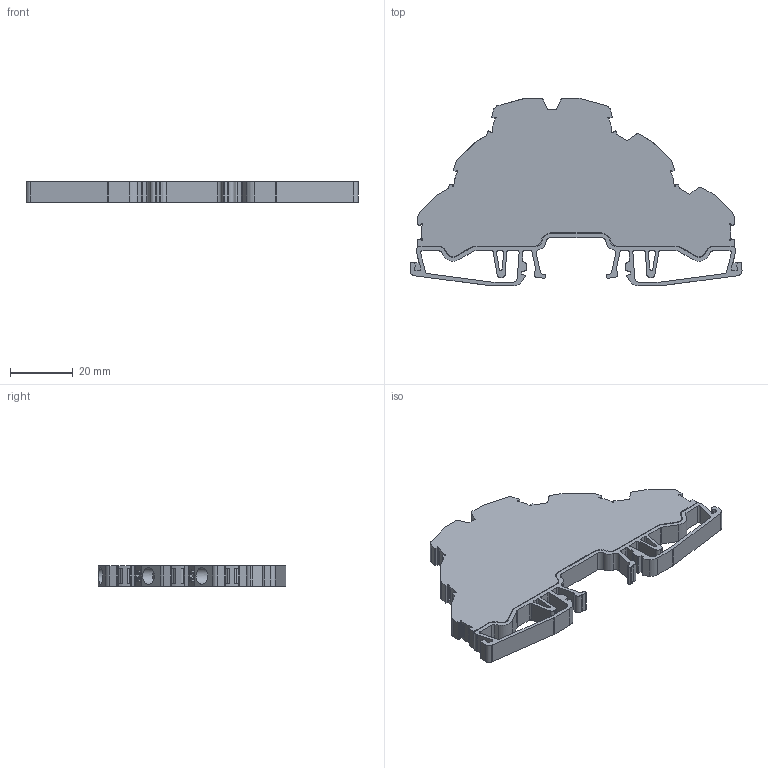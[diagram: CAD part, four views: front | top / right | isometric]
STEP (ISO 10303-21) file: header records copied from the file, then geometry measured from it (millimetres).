
FILE_DESCRIPTION (( 'STEP AP203' ), '1' );
FILE_NAME ('OPK 4 - 3 KATLI.STEP', '2018-11-23T11:57:02', ( '' ), ( '' ), 'SwSTEP 2.0', 'SolidWorks 2011', '' );
FILE_SCHEMA (( 'CONFIG_CONTROL_DESIGN' ));
Length unit declared in the file: millimetre
Products named in the file (1): OPK 4 - 3 KATLI
Bounding box: 106 x 60 x 6.7 mm (x, y, z)
Volume: 23484.4 mm3; surface area: 12996 mm2
Topology: 1 solids, 1 shells, 707 faces, 2077 edges, 1384 vertices
Faces by surface type: plane 390, cylinder 317
Entity records: 23760 total; most frequent: CARTESIAN_POINT 4289, ORIENTED_EDGE 4154, DIRECTION 4101, EDGE_CURVE 2077, VECTOR 1389, LINE 1389, VERTEX_POINT 1384, AXIS2_PLACEMENT_3D 1356
